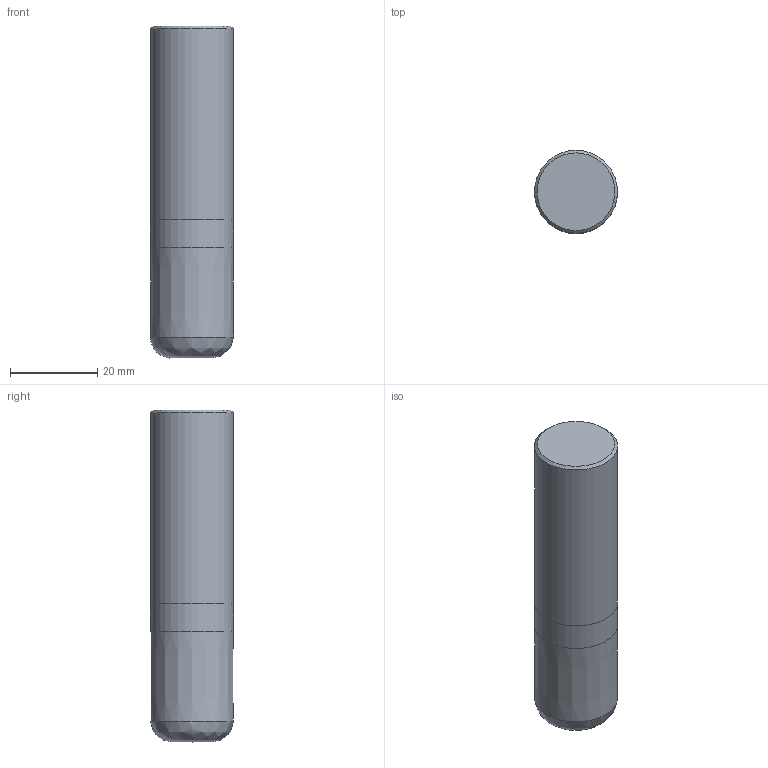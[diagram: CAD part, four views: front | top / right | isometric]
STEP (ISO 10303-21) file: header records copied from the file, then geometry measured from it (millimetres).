
FILE_DESCRIPTION(/* description */ (''),/* implementation_level */ '2;1');
FILE_NAME(/* name */ 'A345R.750D1R190.0Z3_ANF.stp',/* time_stamp */ '2020-08-27T09:47:11+05:00',/* author */ (''),/* organization */ (''),/* preprocessor_version */ 'ST-DEVELOPER v16.7',/* originating_system */ 'SIEMENS PLM Software NX 12.0',/* authorisation */ '');
FILE_SCHEMA (('AUTOMOTIVE_DESIGN { 1 0 10303 214 3 1 1 1 }'));
Length unit declared in the file: millimetre
Products named in the file (1): INPUDA9C52B1phbv
Bounding box: 19.05 x 19.05 x 76.18 mm (x, y, z)
Volume: 21431 mm3; surface area: 6113.9 mm2
Topology: 3 solids, 3 shells, 11 faces, 17 edges, 11 vertices
Faces by surface type: plane 5, cone 3, cylinder 2, bspline 1
Full cylindrical faces by diameter (mm): 19.05 x2
Entity records: 293 total; most frequent: CARTESIAN_POINT 59, DIRECTION 44, AXIS2_PLACEMENT_3D 22, EDGE_LOOP 16, ORIENTED_EDGE 16, FACE_BOUND 12, ADVANCED_FACE 11, VERTEX_POINT 9
